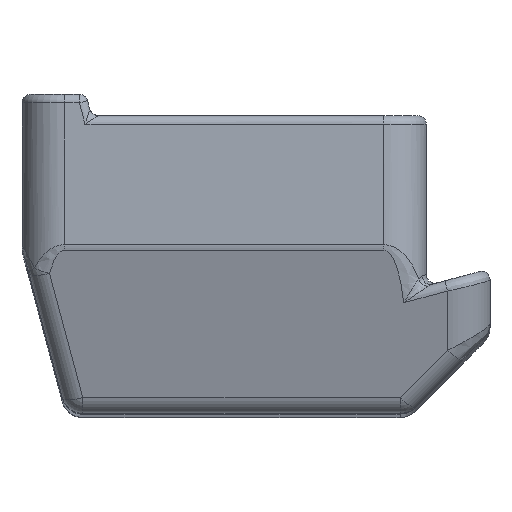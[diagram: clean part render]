
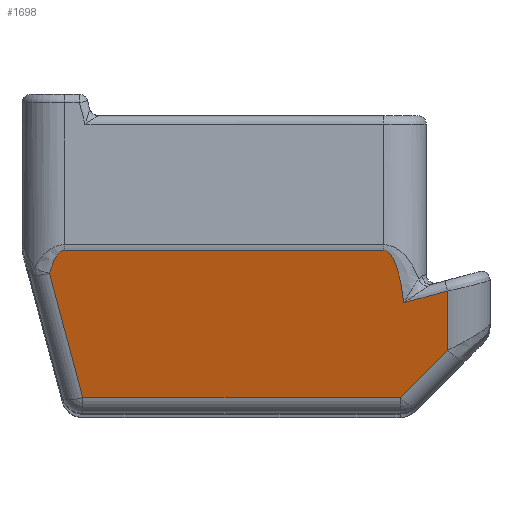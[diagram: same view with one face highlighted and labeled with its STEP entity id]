
A CAD part, top view. The second image highlights one B-rep face of the part: STEP entity #1698.
In plain terms, the highlighted planar face has unit normal (0, -0.259, 0.966).
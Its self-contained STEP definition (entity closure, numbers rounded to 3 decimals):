
#44=PLANE('',#1874);
#86=LINE('',#2962,#188);
#101=LINE('',#3088,#203);
#102=LINE('',#3094,#204);
#103=LINE('',#3098,#205);
#104=LINE('',#3100,#206);
#105=LINE('',#3101,#207);
#188=VECTOR('',#2164,10.);
#203=VECTOR('',#2225,10.);
#204=VECTOR('',#2232,10.);
#205=VECTOR('',#2235,10.);
#206=VECTOR('',#2236,10.);
#207=VECTOR('',#2237,10.);
#370=FACE_OUTER_BOUND('',#484,.T.);
#484=EDGE_LOOP('',(#1284,#1285,#1286,#1287,#1288,#1289,#1290,#1291));
#578=ELLIPSE('',#1875,1.932,0.5);
#579=ELLIPSE('',#1876,1.932,0.5);
#745=VERTEX_POINT('',#2903);
#752=VERTEX_POINT('',#2961);
#768=VERTEX_POINT('',#3087);
#769=VERTEX_POINT('',#3091);
#770=VERTEX_POINT('',#3093);
#771=VERTEX_POINT('',#3095);
#772=VERTEX_POINT('',#3097);
#773=VERTEX_POINT('',#3099);
#926=EDGE_CURVE('',#745,#752,#86,.T.);
#954=EDGE_CURVE('',#752,#768,#101,.T.);
#956=EDGE_CURVE('',#769,#745,#578,.T.);
#957=EDGE_CURVE('',#770,#769,#102,.T.);
#958=EDGE_CURVE('',#771,#770,#579,.T.);
#959=EDGE_CURVE('',#772,#771,#103,.T.);
#960=EDGE_CURVE('',#773,#772,#104,.T.);
#961=EDGE_CURVE('',#768,#773,#105,.T.);
#1284=ORIENTED_EDGE('',*,*,#926,.F.);
#1285=ORIENTED_EDGE('',*,*,#956,.F.);
#1286=ORIENTED_EDGE('',*,*,#957,.F.);
#1287=ORIENTED_EDGE('',*,*,#958,.F.);
#1288=ORIENTED_EDGE('',*,*,#959,.F.);
#1289=ORIENTED_EDGE('',*,*,#960,.F.);
#1290=ORIENTED_EDGE('',*,*,#961,.F.);
#1291=ORIENTED_EDGE('',*,*,#954,.F.);
#1698=ADVANCED_FACE('',(#370),#44,.F.);
#1874=AXIS2_PLACEMENT_3D('',#3090,#2228,#2229);
#1875=AXIS2_PLACEMENT_3D('',#3092,#2230,#2231);
#1876=AXIS2_PLACEMENT_3D('',#3096,#2233,#2234);
#2164=DIRECTION('',(0.964,0.258,0.069));
#2225=DIRECTION('',(0.,-0.966,-0.259));
#2228=DIRECTION('center_axis',(0.,0.259,-0.966));
#2229=DIRECTION('ref_axis',(0.,0.966,0.259));
#2230=DIRECTION('center_axis',(0.,0.259,-0.966));
#2231=DIRECTION('ref_axis',(0.,0.966,0.259));
#2232=DIRECTION('',(1.,0.,0.));
#2233=DIRECTION('center_axis',(0.,0.259,-0.966));
#2234=DIRECTION('ref_axis',(0.,0.966,0.259));
#2235=DIRECTION('',(-0.251,0.935,0.251));
#2236=DIRECTION('',(-1.,0.,0.));
#2237=DIRECTION('',(-0.695,-0.695,-0.186));
#2903=CARTESIAN_POINT('',(8.971,-4.901,29.651));
#2961=CARTESIAN_POINT('',(10.,-4.625,29.725));
#2962=CARTESIAN_POINT('',(3.727,-6.306,29.275));
#3087=CARTESIAN_POINT('',(10.,-6.02,29.351));
#3088=CARTESIAN_POINT('',(10.,-13.178,27.434));
#3090=CARTESIAN_POINT('Origin',(0.,-13.391,27.376));
#3091=CARTESIAN_POINT('',(8.5,-3.664,29.983));
#3092=CARTESIAN_POINT('Origin',(8.5,-5.53,29.483));
#3093=CARTESIAN_POINT('',(1.,-3.664,29.983));
#3094=CARTESIAN_POINT('',(2.75,-3.664,29.983));
#3095=CARTESIAN_POINT('',(0.646,-4.21,29.837));
#3096=CARTESIAN_POINT('Origin',(1.,-5.53,29.483));
#3097=CARTESIAN_POINT('',(1.429,-7.129,29.054));
#3098=CARTESIAN_POINT('',(2.624,-11.59,27.859));
#3099=CARTESIAN_POINT('',(8.891,-7.129,29.054));
#3100=CARTESIAN_POINT('',(0.523,-7.129,29.054));
#3101=CARTESIAN_POINT('',(3.207,-12.813,27.531));
